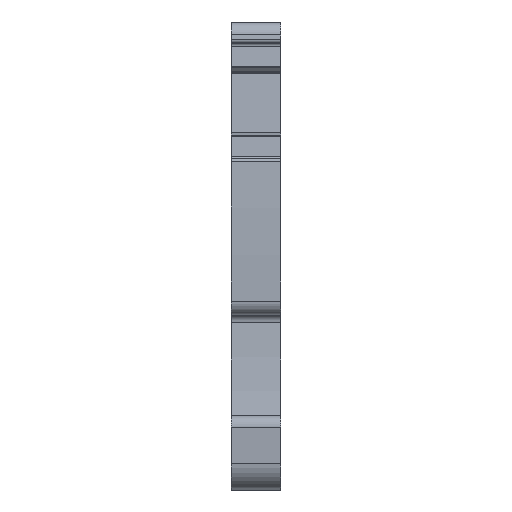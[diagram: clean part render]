
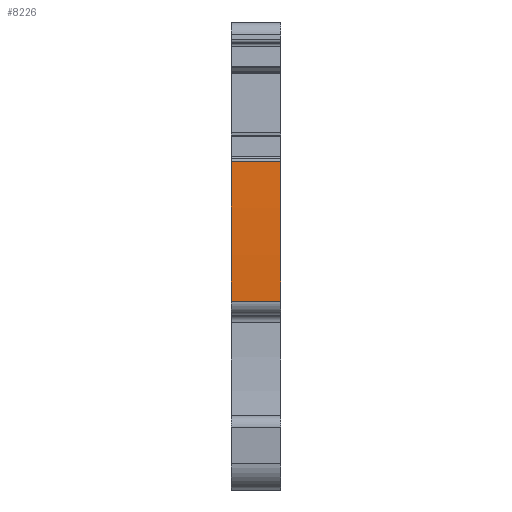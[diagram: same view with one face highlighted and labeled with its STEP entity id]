
A CAD part, front view. The second image highlights one B-rep face of the part: STEP entity #8226.
In plain terms, the highlighted cylindrical face has radius 122.182 mm (diameter 244.364 mm), a partial arc.
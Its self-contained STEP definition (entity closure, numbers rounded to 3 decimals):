
#1745=AXIS2_PLACEMENT_3D('Circle Axis2P3D',#1743,#1744,$) ;
#1752=AXIS2_PLACEMENT_3D('Circle Axis2P3D',#1750,#1751,$) ;
#7042=AXIS2_PLACEMENT_3D('Cylinder Axis2P3D',#7039,#7040,#7041) ;
#8208=AXIS2_PLACEMENT_3D('Circle Axis2P3D',#8206,#8207,$) ;
#8215=AXIS2_PLACEMENT_3D('Circle Axis2P3D',#8213,#8214,$) ;
#1740=CARTESIAN_POINT('Vertex',(0.,1.529,13.42)) ;
#1743=CARTESIAN_POINT('Axis2P3D Location',(0.,123.689,17.107)) ;
#1747=CARTESIAN_POINT('Vertex',(0.,1.528,13.45)) ;
#1750=CARTESIAN_POINT('Axis2P3D Location',(0.,123.656,17.106)) ;
#1754=CARTESIAN_POINT('Vertex',(0.,1.636,23.414)) ;
#7039=CARTESIAN_POINT('Axis2P3D Location',(1.75,123.656,17.106)) ;
#8178=CARTESIAN_POINT('Line Origine',(1.75,1.636,23.414)) ;
#8182=CARTESIAN_POINT('Vertex',(3.5,1.636,23.414)) ;
#8199=CARTESIAN_POINT('Line Origine',(1.75,1.529,13.42)) ;
#8203=CARTESIAN_POINT('Vertex',(3.5,1.529,13.42)) ;
#8206=CARTESIAN_POINT('Axis2P3D Location',(3.5,123.656,17.106)) ;
#8210=CARTESIAN_POINT('Vertex',(3.5,1.528,13.45)) ;
#8213=CARTESIAN_POINT('Axis2P3D Location',(3.5,123.656,17.106)) ;
#1744=DIRECTION('Axis2P3D Direction',(1.,0.,0.)) ;
#1751=DIRECTION('Axis2P3D Direction',(1.,0.,0.)) ;
#7040=DIRECTION('Axis2P3D Direction',(1.,0.,0.)) ;
#7041=DIRECTION('Axis2P3D XDirection',(0.,-0.992,0.126)) ;
#8179=DIRECTION('Vector Direction',(1.,0.,0.)) ;
#8200=DIRECTION('Vector Direction',(1.,0.,0.)) ;
#8207=DIRECTION('Axis2P3D Direction',(1.,0.,0.)) ;
#8214=DIRECTION('Axis2P3D Direction',(1.,0.,0.)) ;
#8180=VECTOR('Line Direction',#8179,1.) ;
#8201=VECTOR('Line Direction',#8200,1.) ;
#8219=ORIENTED_EDGE('',*,*,#8184,.T.) ;
#8220=ORIENTED_EDGE('',*,*,#1756,.T.) ;
#8221=ORIENTED_EDGE('',*,*,#1749,.T.) ;
#8222=ORIENTED_EDGE('',*,*,#8205,.T.) ;
#8223=ORIENTED_EDGE('',*,*,#8212,.F.) ;
#8224=ORIENTED_EDGE('',*,*,#8217,.F.) ;
#8226=ADVANCED_FACE('MLD_1',(#8225),#7043,.T.) ;
#1746=CIRCLE('generated circle',#1745,122.216) ;
#1753=CIRCLE('generated circle',#1752,122.182) ;
#8209=CIRCLE('generated circle',#8208,122.182) ;
#8216=CIRCLE('generated circle',#8215,122.182) ;
#7043=CYLINDRICAL_SURFACE('generated cylinder',#7042,122.182) ;
#1749=EDGE_CURVE('',#1748,#1741,#1746,.T.) ;
#1756=EDGE_CURVE('',#1755,#1748,#1753,.T.) ;
#8184=EDGE_CURVE('',#8183,#1755,#8181,.F.) ;
#8205=EDGE_CURVE('',#1741,#8204,#8202,.T.) ;
#8212=EDGE_CURVE('',#8211,#8204,#8209,.T.) ;
#8217=EDGE_CURVE('',#8183,#8211,#8216,.T.) ;
#8218=EDGE_LOOP('',(#8219,#8220,#8221,#8222,#8223,#8224)) ;
#8225=FACE_OUTER_BOUND('',#8218,.T.) ;
#8181=LINE('Line',#8178,#8180) ;
#8202=LINE('Line',#8199,#8201) ;
#1741=VERTEX_POINT('',#1740) ;
#1748=VERTEX_POINT('',#1747) ;
#1755=VERTEX_POINT('',#1754) ;
#8183=VERTEX_POINT('',#8182) ;
#8204=VERTEX_POINT('',#8203) ;
#8211=VERTEX_POINT('',#8210) ;
